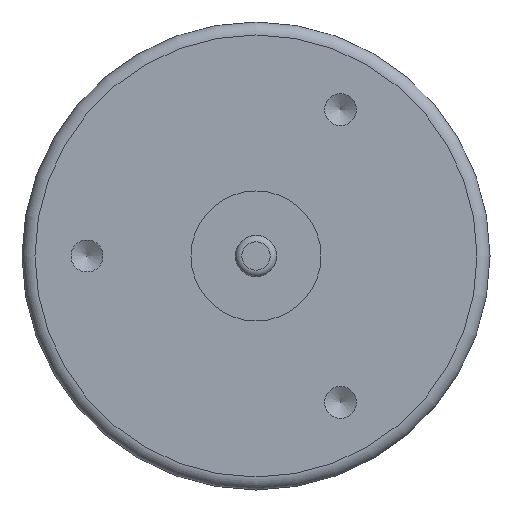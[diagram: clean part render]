
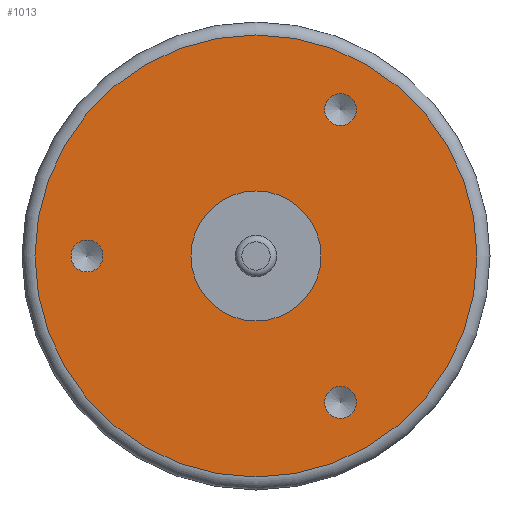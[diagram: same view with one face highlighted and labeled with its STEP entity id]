
A CAD part, front view. The second image highlights one B-rep face of the part: STEP entity #1013.
In plain terms, the highlighted planar face has unit normal (0, -1, 0).
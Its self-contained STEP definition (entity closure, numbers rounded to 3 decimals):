
#683=CARTESIAN_POINT('',(7.729,0.0,11.258));
#684=VERTEX_POINT('',#683);
#685=CARTESIAN_POINT('',(6.5,0.0,11.258));
#686=DIRECTION('',(0.0,1.0,0.0));
#687=DIRECTION('',(1.0,0.0,0.0));
#688=AXIS2_PLACEMENT_3D('',#685,#686,#687);
#689=CIRCLE('',#688,1.23);
#690=EDGE_CURVE('',#684,#684,#689,.T.);
#762=CARTESIAN_POINT('',(-11.77,0.0,0.0));
#763=VERTEX_POINT('',#762);
#764=CARTESIAN_POINT('',(-13.0,0.0,0.0));
#765=DIRECTION('',(0.0,1.0,0.0));
#766=DIRECTION('',(1.0,0.0,0.0));
#767=AXIS2_PLACEMENT_3D('',#764,#765,#766);
#768=CIRCLE('',#767,1.23);
#769=EDGE_CURVE('',#763,#763,#768,.T.);
#841=CARTESIAN_POINT('',(7.729,0.0,-11.258));
#842=VERTEX_POINT('',#841);
#843=CARTESIAN_POINT('',(6.5,0.0,-11.258));
#844=DIRECTION('',(0.0,1.0,0.0));
#845=DIRECTION('',(1.0,0.0,0.0));
#846=AXIS2_PLACEMENT_3D('',#843,#844,#845);
#847=CIRCLE('',#846,1.23);
#848=EDGE_CURVE('',#842,#842,#847,.T.);
#929=CARTESIAN_POINT('',(5.0,0.0,0.));
#930=VERTEX_POINT('',#929);
#931=CARTESIAN_POINT('',(0.0,0.0,0.0));
#932=DIRECTION('',(0.0,1.0,0.0));
#933=DIRECTION('',(-1.0,0.0,0.0));
#934=AXIS2_PLACEMENT_3D('',#931,#932,#933);
#935=CIRCLE('',#934,5.0);
#936=EDGE_CURVE('',#930,#930,#935,.T.);
#969=CARTESIAN_POINT('',(-17.0,0.0,0.));
#970=VERTEX_POINT('',#969);
#971=CARTESIAN_POINT('',(0.0,0.0,0.0));
#972=DIRECTION('',(0.0,1.0,0.0));
#973=DIRECTION('',(1.0,0.0,0.0));
#974=AXIS2_PLACEMENT_3D('',#971,#972,#973);
#975=CIRCLE('',#974,17.0);
#976=EDGE_CURVE('',#970,#970,#975,.T.);
#993=CARTESIAN_POINT('',(0.0,0.0,0.0));
#994=DIRECTION('',(0.0,-1.0,0.0));
#995=DIRECTION('',(0.0,0.0,-1.0));
#996=AXIS2_PLACEMENT_3D('',#993,#994,#995);
#997=PLANE('',#996);
#998=ORIENTED_EDGE('',*,*,#976,.F.);
#999=EDGE_LOOP('',(#998));
#1000=FACE_OUTER_BOUND('',#999,.T.);
#1001=ORIENTED_EDGE('',*,*,#690,.T.);
#1002=EDGE_LOOP('',(#1001));
#1003=FACE_BOUND('',#1002,.T.);
#1004=ORIENTED_EDGE('',*,*,#769,.T.);
#1005=EDGE_LOOP('',(#1004));
#1006=FACE_BOUND('',#1005,.T.);
#1007=ORIENTED_EDGE('',*,*,#848,.T.);
#1008=EDGE_LOOP('',(#1007));
#1009=FACE_BOUND('',#1008,.T.);
#1010=ORIENTED_EDGE('',*,*,#936,.T.);
#1011=EDGE_LOOP('',(#1010));
#1012=FACE_BOUND('',#1011,.T.);
#1013=ADVANCED_FACE('',(#1000,#1003,#1006,#1009,#1012),#997,.T.);
